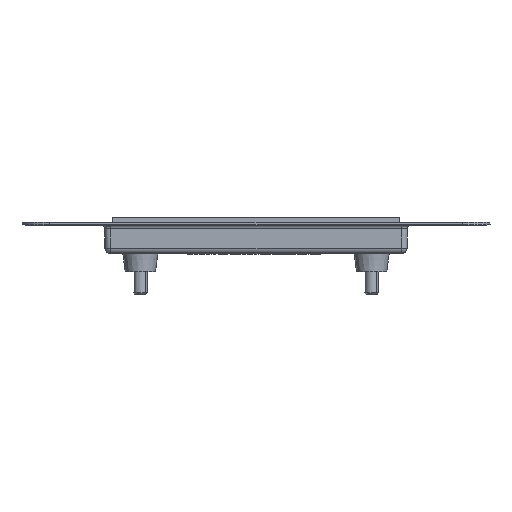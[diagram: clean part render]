
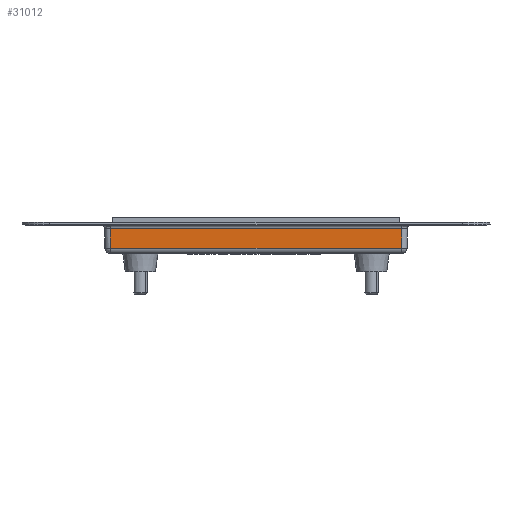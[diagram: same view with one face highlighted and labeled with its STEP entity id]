
A CAD part, front view. The second image highlights one B-rep face of the part: STEP entity #31012.
In plain terms, the highlighted planar face has unit normal (0, -1, -0.018).
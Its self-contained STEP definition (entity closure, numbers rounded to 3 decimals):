
#3447=CARTESIAN_POINT('',(52.975,-79.974,
-2.474));
#3650=CARTESIAN_POINT('',(-52.975,-79.974,
-2.474));
#3663=DIRECTION('',(1.,0.,0.));
#3664=VECTOR('',#3663,105.95);
#3665=CARTESIAN_POINT('',(-52.975,-79.974,
-2.474));
#3666=LINE('12786',#3665,#3664);
#3670=DIRECTION('',(-0.017,0.017,-1.));
#3671=VECTOR('',#3670,7.063);
#3672=CARTESIAN_POINT('',(52.975,-79.974,
-2.474));
#3673=LINE('12792',#3672,#3671);
#3677=DIRECTION('',(-1.,0.,0.));
#3678=VECTOR('',#3677,105.703);
#3679=CARTESIAN_POINT('',(52.851,-79.851,
-9.535));
#3680=LINE('12287',#3679,#3678);
#3684=DIRECTION('',(0.017,0.017,-1.));
#3685=VECTOR('',#3684,7.063);
#3686=CARTESIAN_POINT('',(-52.975,-79.974,
-2.474));
#3687=LINE('12789',#3686,#3685);
#23384=CARTESIAN_POINT('',(52.851,-79.851,
-9.535));
#23386=VERTEX_POINT('',#23384);
#23391=CARTESIAN_POINT('',(-52.851,-79.851,
-9.535));
#23392=VERTEX_POINT('',#23391);
#23407=VERTEX_POINT('',#3447);
#23427=VERTEX_POINT('',#3650);
#30999=CARTESIAN_POINT('',(-59.343,-80.,-1.));
#31000=DIRECTION('',(0.,-1.,-0.017));
#31001=DIRECTION('',(-1.,0.,0.));
#31002=AXIS2_PLACEMENT_3D('',#30999,#31000,#31001);
#31003=PLANE('8861',#31002);
#31005=ORIENTED_EDGE('12786',*,*,#31004,.T.);
#31006=ORIENTED_EDGE('12792',*,*,#30627,.T.);
#31008=ORIENTED_EDGE('12287',*,*,#31007,.T.);
#31009=ORIENTED_EDGE('12789',*,*,#30984,.F.);
#31010=EDGE_LOOP('8861',(#31005,#31006,#31008,#31009));
#31011=FACE_OUTER_BOUND('8861',#31010,.F.);
#31012=ADVANCED_FACE('8861',(#31011),#31003,.T.);
#30627=EDGE_CURVE('12792',#23407,#23386,#3673,.T.);
#30984=EDGE_CURVE('12789',#23427,#23392,#3687,.T.);
#31004=EDGE_CURVE('12786',#23427,#23407,#3666,.T.);
#31007=EDGE_CURVE('12287',#23386,#23392,#3680,.T.);
